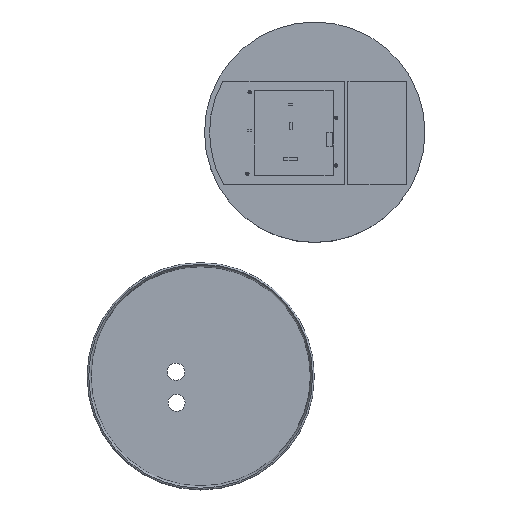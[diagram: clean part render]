
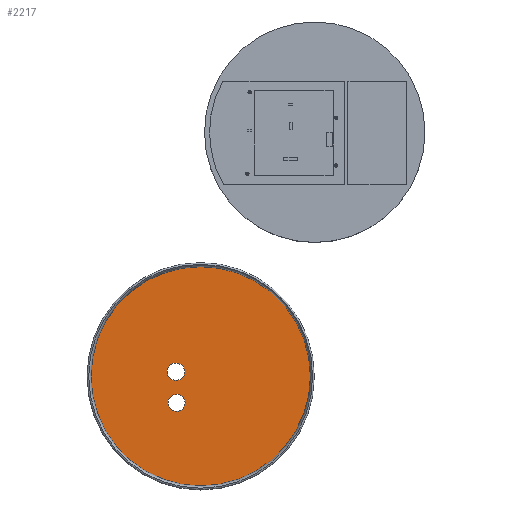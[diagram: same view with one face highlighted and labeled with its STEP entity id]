
A CAD part, top view. The second image highlights one B-rep face of the part: STEP entity #2217.
In plain terms, the highlighted planar face has unit normal (0, 0, 1).
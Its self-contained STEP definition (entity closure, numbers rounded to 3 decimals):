
#177=FACE_BOUND('',#551,.T.);
#178=FACE_BOUND('',#552,.T.);
#236=PLANE('',#2549);
#344=FACE_OUTER_BOUND('',#550,.T.);
#550=EDGE_LOOP('',(#2012));
#551=EDGE_LOOP('',(#2013,#2014));
#552=EDGE_LOOP('',(#2015,#2016));
#989=CIRCLE('',#2548,5.);
#990=CIRCLE('',#2550,64.452);
#991=CIRCLE('',#2551,5.);
#992=CIRCLE('',#2552,5.);
#993=CIRCLE('',#2553,5.);
#1184=VERTEX_POINT('',#3819);
#1186=VERTEX_POINT('',#3823);
#1187=VERTEX_POINT('',#3827);
#1188=VERTEX_POINT('',#3829);
#1189=VERTEX_POINT('',#3830);
#1464=EDGE_CURVE('',#1184,#1186,#989,.T.);
#1465=EDGE_CURVE('',#1187,#1187,#990,.F.);
#1466=EDGE_CURVE('',#1188,#1189,#991,.T.);
#1467=EDGE_CURVE('',#1189,#1188,#992,.T.);
#1468=EDGE_CURVE('',#1186,#1184,#993,.T.);
#2012=ORIENTED_EDGE('',*,*,#1465,.F.);
#2013=ORIENTED_EDGE('',*,*,#1466,.T.);
#2014=ORIENTED_EDGE('',*,*,#1467,.T.);
#2015=ORIENTED_EDGE('',*,*,#1464,.T.);
#2016=ORIENTED_EDGE('',*,*,#1468,.T.);
#2217=ADVANCED_FACE('',(#344,#177,#178),#236,.F.);
#2548=AXIS2_PLACEMENT_3D('',#3825,#3189,#3190);
#2549=AXIS2_PLACEMENT_3D('',#3826,#3191,#3192);
#2550=AXIS2_PLACEMENT_3D('',#3828,#3193,#3194);
#2551=AXIS2_PLACEMENT_3D('',#3831,#3195,#3196);
#2552=AXIS2_PLACEMENT_3D('',#3832,#3197,#3198);
#2553=AXIS2_PLACEMENT_3D('',#3833,#3199,#3200);
#3189=DIRECTION('center_axis',(0.,0.,-1.));
#3190=DIRECTION('ref_axis',(1.,0.,0.));
#3191=DIRECTION('center_axis',(0.,0.,-1.));
#3192=DIRECTION('ref_axis',(-1.,0.,0.));
#3193=DIRECTION('center_axis',(0.,0.,1.));
#3194=DIRECTION('ref_axis',(1.,0.,0.));
#3195=DIRECTION('center_axis',(0.,0.,-1.));
#3196=DIRECTION('ref_axis',(1.,0.,0.));
#3197=DIRECTION('center_axis',(0.,0.,-1.));
#3198=DIRECTION('ref_axis',(1.,0.,0.));
#3199=DIRECTION('center_axis',(0.,0.,-1.));
#3200=DIRECTION('ref_axis',(-1.,0.,0.));
#3819=CARTESIAN_POINT('',(-24.967,-114.802,2.));
#3823=CARTESIAN_POINT('',(-23.435,-104.926,2.));
#3825=CARTESIAN_POINT('Origin',(-24.371,-109.838,2.));
#3826=CARTESIAN_POINT('Origin',(-9.662,-112.584,2.));
#3827=CARTESIAN_POINT('',(-74.114,-112.584,2.));
#3828=CARTESIAN_POINT('Origin',(-9.662,-112.584,2.));
#3829=CARTESIAN_POINT('',(-18.806,-128.149,2.));
#3830=CARTESIAN_POINT('',(-28.806,-128.149,2.));
#3831=CARTESIAN_POINT('Origin',(-23.806,-128.149,2.));
#3832=CARTESIAN_POINT('Origin',(-23.806,-128.149,2.));
#3833=CARTESIAN_POINT('Origin',(-24.032,-109.891,2.));
